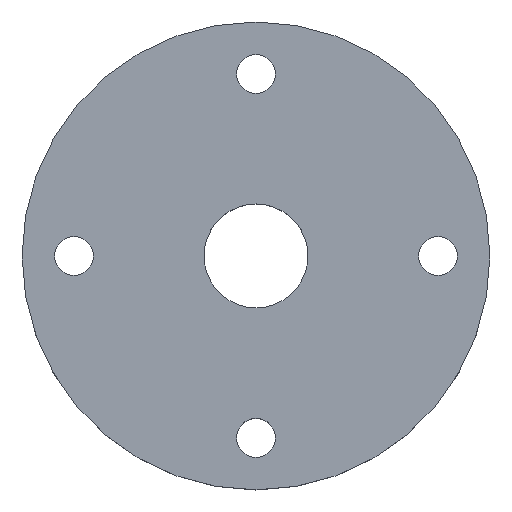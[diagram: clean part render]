
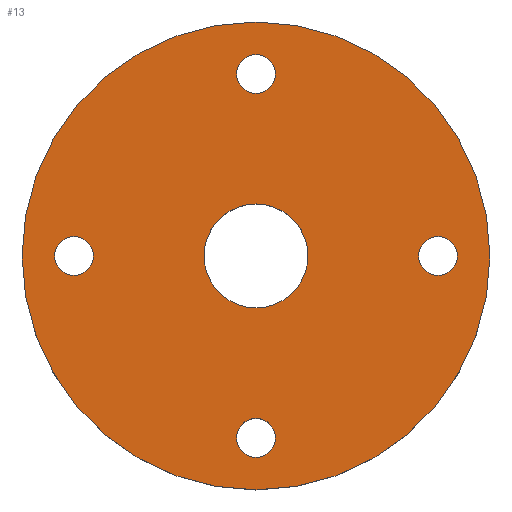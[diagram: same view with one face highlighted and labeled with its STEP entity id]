
A CAD part, top view. The second image highlights one B-rep face of the part: STEP entity #13.
In plain terms, the highlighted planar face has unit normal (0, 0, 1).
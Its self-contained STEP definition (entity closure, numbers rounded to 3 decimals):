
#3 = DIRECTION ( 'NONE',  ( -1., 0., 0. ) ) ;
#6 = VERTEX_POINT ( 'NONE', #53 ) ;
#8 = EDGE_CURVE ( 'NONE', #295, #56, #397, .T. ) ;
#9 = CARTESIAN_POINT ( 'NONE',  ( 1.5, 14., 5. ) ) ;
#10 = DIRECTION ( 'NONE',  ( 0., 0., 1. ) ) ;
#13 = ADVANCED_FACE ( 'NONE', ( #125, #63, #164, #169, #212, #312 ), #510, .T. ) ;
#22 = CIRCLE ( 'NONE', #540, 1.5 ) ;
#24 = VERTEX_POINT ( 'NONE', #139 ) ;
#26 = AXIS2_PLACEMENT_3D ( 'NONE', #107, #271, #481 ) ;
#28 = CARTESIAN_POINT ( 'NONE',  ( -1.5, -14., 5. ) ) ;
#37 = EDGE_LOOP ( 'NONE', ( #69, #81 ) ) ;
#49 = DIRECTION ( 'NONE',  ( 0., 0., -1. ) ) ;
#50 = EDGE_CURVE ( 'NONE', #377, #517, #400, .T. ) ;
#51 = CARTESIAN_POINT ( 'NONE',  ( 0., 0., 5. ) ) ;
#53 = CARTESIAN_POINT ( 'NONE',  ( -12.5, 0., 5. ) ) ;
#55 = EDGE_LOOP ( 'NONE', ( #342, #391 ) ) ;
#56 = VERTEX_POINT ( 'NONE', #513 ) ;
#60 = EDGE_CURVE ( 'NONE', #144, #255, #439, .T. ) ;
#63 = FACE_BOUND ( 'NONE', #441, .T. ) ;
#69 = ORIENTED_EDGE ( 'NONE', *, *, #60, .F. ) ;
#72 = CARTESIAN_POINT ( 'NONE',  ( 0., -14., 5. ) ) ;
#73 = AXIS2_PLACEMENT_3D ( 'NONE', #372, #208, #294 ) ;
#75 = DIRECTION ( 'NONE',  ( -1., 0., 0. ) ) ;
#76 = EDGE_CURVE ( 'NONE', #467, #149, #333, .T. ) ;
#81 = ORIENTED_EDGE ( 'NONE', *, *, #146, .F. ) ;
#87 = AXIS2_PLACEMENT_3D ( 'NONE', #259, #10, #137 ) ;
#90 = CIRCLE ( 'NONE', #381, 1.5 ) ;
#101 = AXIS2_PLACEMENT_3D ( 'NONE', #371, #49, #410 ) ;
#105 = ORIENTED_EDGE ( 'NONE', *, *, #354, .T. ) ;
#107 = CARTESIAN_POINT ( 'NONE',  ( 0., 0., 5. ) ) ;
#108 = CARTESIAN_POINT ( 'NONE',  ( 12.5, 0., 5. ) ) ;
#112 = CARTESIAN_POINT ( 'NONE',  ( 0., 0., 5. ) ) ;
#113 = ORIENTED_EDGE ( 'NONE', *, *, #419, .T. ) ;
#115 = CARTESIAN_POINT ( 'NONE',  ( 14., 0., 5. ) ) ;
#125 = FACE_BOUND ( 'NONE', #55, .T. ) ;
#136 = DIRECTION ( 'NONE',  ( 0., 0., -1. ) ) ;
#137 = DIRECTION ( 'NONE',  ( 1., 0., 0. ) ) ;
#139 = CARTESIAN_POINT ( 'NONE',  ( -15.5, 0., 5. ) ) ;
#141 = DIRECTION ( 'NONE',  ( 0., 0., -1. ) ) ;
#142 = CIRCLE ( 'NONE', #360, 18. ) ;
#144 = VERTEX_POINT ( 'NONE', #272 ) ;
#146 = EDGE_CURVE ( 'NONE', #255, #144, #376, .T. ) ;
#149 = VERTEX_POINT ( 'NONE', #359 ) ;
#154 = DIRECTION ( 'NONE',  ( 1., 0., 0. ) ) ;
#159 = EDGE_CURVE ( 'NONE', #149, #467, #537, .T. ) ;
#160 = DIRECTION ( 'NONE',  ( 0., 0., -1. ) ) ;
#164 = FACE_BOUND ( 'NONE', #233, .T. ) ;
#169 = FACE_BOUND ( 'NONE', #378, .T. ) ;
#174 = ORIENTED_EDGE ( 'NONE', *, *, #284, .T. ) ;
#177 = AXIS2_PLACEMENT_3D ( 'NONE', #450, #543, #286 ) ;
#178 = DIRECTION ( 'NONE',  ( -1., 0., 0. ) ) ;
#188 = DIRECTION ( 'NONE',  ( 0., 0., 1. ) ) ;
#189 = DIRECTION ( 'NONE',  ( 0., 0., -1. ) ) ;
#191 = ORIENTED_EDGE ( 'NONE', *, *, #523, .T. ) ;
#195 = AXIS2_PLACEMENT_3D ( 'NONE', #438, #188, #199 ) ;
#199 = DIRECTION ( 'NONE',  ( 1., 0., 0. ) ) ;
#207 = AXIS2_PLACEMENT_3D ( 'NONE', #115, #160, #75 ) ;
#208 = DIRECTION ( 'NONE',  ( 0., 0., -1. ) ) ;
#212 = FACE_BOUND ( 'NONE', #37, .T. ) ;
#220 = CARTESIAN_POINT ( 'NONE',  ( 18., 0., 5. ) ) ;
#233 = EDGE_LOOP ( 'NONE', ( #544, #365 ) ) ;
#237 = CIRCLE ( 'NONE', #73, 1.5 ) ;
#241 = CARTESIAN_POINT ( 'NONE',  ( -4., 0., 5. ) ) ;
#246 = DIRECTION ( 'NONE',  ( 1., 0., 0. ) ) ;
#251 = DIRECTION ( 'NONE',  ( 0., 0., -1. ) ) ;
#255 = VERTEX_POINT ( 'NONE', #241 ) ;
#258 = CARTESIAN_POINT ( 'NONE',  ( 0., 14., 5. ) ) ;
#259 = CARTESIAN_POINT ( 'NONE',  ( 0., 0., 5. ) ) ;
#271 = DIRECTION ( 'NONE',  ( 0., 0., 1. ) ) ;
#272 = CARTESIAN_POINT ( 'NONE',  ( 4., 0., 5. ) ) ;
#284 = EDGE_CURVE ( 'NONE', #517, #377, #237, .T. ) ;
#286 = DIRECTION ( 'NONE',  ( -1., 0., 0. ) ) ;
#290 = CARTESIAN_POINT ( 'NONE',  ( -14., 0., 5. ) ) ;
#291 = EDGE_CURVE ( 'NONE', #6, #24, #22, .T. ) ;
#294 = DIRECTION ( 'NONE',  ( -1., 0., 0. ) ) ;
#295 = VERTEX_POINT ( 'NONE', #9 ) ;
#296 = DIRECTION ( 'NONE',  ( -1., 0., 0. ) ) ;
#304 = EDGE_CURVE ( 'NONE', #56, #295, #361, .T. ) ;
#312 = FACE_OUTER_BOUND ( 'NONE', #320, .T. ) ;
#316 = DIRECTION ( 'NONE',  ( 0., 0., 1. ) ) ;
#317 = AXIS2_PLACEMENT_3D ( 'NONE', #258, #136, #178 ) ;
#320 = EDGE_LOOP ( 'NONE', ( #191, #105 ) ) ;
#333 = CIRCLE ( 'NONE', #415, 1.5 ) ;
#342 = ORIENTED_EDGE ( 'NONE', *, *, #304, .T. ) ;
#343 = ORIENTED_EDGE ( 'NONE', *, *, #291, .T. ) ;
#350 = DIRECTION ( 'NONE',  ( -1., 0., 0. ) ) ;
#354 = EDGE_CURVE ( 'NONE', #408, #453, #142, .T. ) ;
#359 = CARTESIAN_POINT ( 'NONE',  ( 1.5, -14., 5. ) ) ;
#360 = AXIS2_PLACEMENT_3D ( 'NONE', #51, #504, #246 ) ;
#361 = CIRCLE ( 'NONE', #101, 1.5 ) ;
#365 = ORIENTED_EDGE ( 'NONE', *, *, #159, .T. ) ;
#370 = AXIS2_PLACEMENT_3D ( 'NONE', #112, #316, #154 ) ;
#371 = CARTESIAN_POINT ( 'NONE',  ( 0., 14., 5. ) ) ;
#372 = CARTESIAN_POINT ( 'NONE',  ( 14., 0., 5. ) ) ;
#375 = CARTESIAN_POINT ( 'NONE',  ( 15.5, 0., 5. ) ) ;
#376 = CIRCLE ( 'NONE', #195, 4. ) ;
#377 = VERTEX_POINT ( 'NONE', #375 ) ;
#378 = EDGE_LOOP ( 'NONE', ( #174, #433 ) ) ;
#381 = AXIS2_PLACEMENT_3D ( 'NONE', #511, #141, #296 ) ;
#391 = ORIENTED_EDGE ( 'NONE', *, *, #8, .T. ) ;
#397 = CIRCLE ( 'NONE', #317, 1.5 ) ;
#400 = CIRCLE ( 'NONE', #207, 1.5 ) ;
#408 = VERTEX_POINT ( 'NONE', #220 ) ;
#410 = DIRECTION ( 'NONE',  ( -1., 0., 0. ) ) ;
#415 = AXIS2_PLACEMENT_3D ( 'NONE', #72, #189, #350 ) ;
#419 = EDGE_CURVE ( 'NONE', #24, #6, #90, .T. ) ;
#433 = ORIENTED_EDGE ( 'NONE', *, *, #50, .T. ) ;
#438 = CARTESIAN_POINT ( 'NONE',  ( 0., 0., 5. ) ) ;
#439 = CIRCLE ( 'NONE', #370, 4. ) ;
#441 = EDGE_LOOP ( 'NONE', ( #113, #343 ) ) ;
#450 = CARTESIAN_POINT ( 'NONE',  ( 0., -14., 5. ) ) ;
#453 = VERTEX_POINT ( 'NONE', #509 ) ;
#467 = VERTEX_POINT ( 'NONE', #28 ) ;
#481 = DIRECTION ( 'NONE',  ( 1., 0., 0. ) ) ;
#504 = DIRECTION ( 'NONE',  ( 0., 0., 1. ) ) ;
#509 = CARTESIAN_POINT ( 'NONE',  ( -18., 0., 5. ) ) ;
#510 = PLANE ( 'NONE',  #87 ) ;
#511 = CARTESIAN_POINT ( 'NONE',  ( -14., 0., 5. ) ) ;
#513 = CARTESIAN_POINT ( 'NONE',  ( -1.5, 14., 5. ) ) ;
#517 = VERTEX_POINT ( 'NONE', #108 ) ;
#522 = CIRCLE ( 'NONE', #26, 18. ) ;
#523 = EDGE_CURVE ( 'NONE', #453, #408, #522, .T. ) ;
#537 = CIRCLE ( 'NONE', #177, 1.5 ) ;
#540 = AXIS2_PLACEMENT_3D ( 'NONE', #290, #251, #3 ) ;
#543 = DIRECTION ( 'NONE',  ( 0., 0., -1. ) ) ;
#544 = ORIENTED_EDGE ( 'NONE', *, *, #76, .T. ) ;
